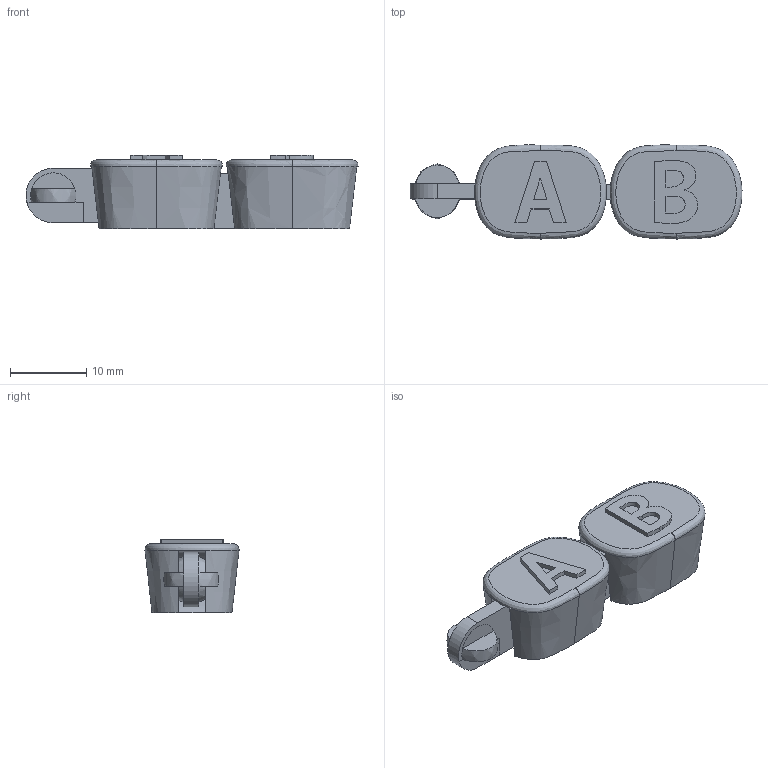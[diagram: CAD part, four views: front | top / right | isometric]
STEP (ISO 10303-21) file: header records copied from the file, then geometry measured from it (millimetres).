
FILE_DESCRIPTION(/* description */ (''),/* implementation_level */ '2;1');
FILE_NAME(/* name */ 'round-bead_TEST-PRINT',/* time_stamp */ '2025-01-31T13:58:17-05:00',/* author */ (''),/* organization */ (''),/* preprocessor_version */ 'ST-DEVELOPER v19.2',/* originating_system */ 'Rhino 8.15',/* authorisation */ '');
FILE_SCHEMA (('CONFIG_CONTROL_DESIGN'));
Length unit declared in the file: millimetre
Products named in the file (1): Document
Bounding box: 43.43 x 12.31 x 9.58 mm (x, y, z)
Volume: 2512.4 mm3; surface area: 2874.3 mm2
Topology: 3 solids, 3 shells, 105 faces, 236 edges, 156 vertices
Faces by surface type: plane 57, bspline 44, cylinder 4
Entity records: 5751 total; most frequent: CARTESIAN_POINT 3979, ORIENTED_EDGE 472, EDGE_CURVE 236, B_SPLINE_CURVE_WITH_KNOTS 184, VERTEX_POINT 156, EDGE_LOOP 124, ADVANCED_FACE 105, FACE_OUTER_BOUND 105
